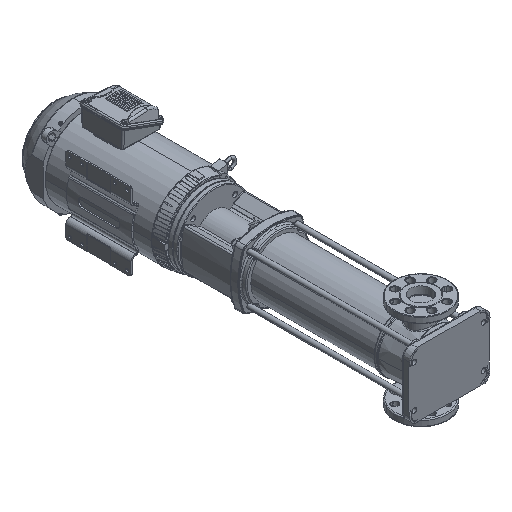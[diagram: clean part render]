
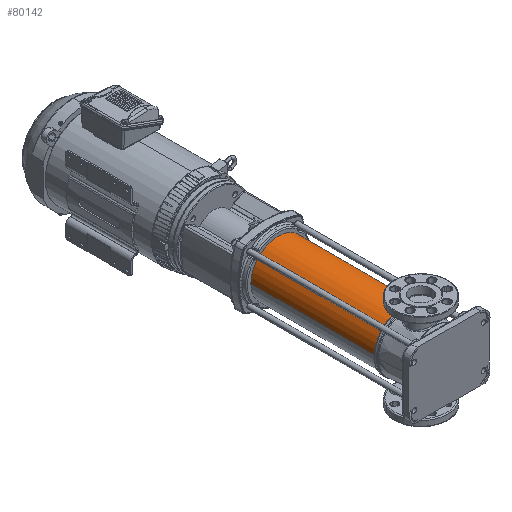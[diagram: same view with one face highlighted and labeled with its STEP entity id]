
A CAD part, isometric view. The second image highlights one B-rep face of the part: STEP entity #80142.
In plain terms, the highlighted cylindrical face has radius 85.35 mm (diameter 170.7 mm), a partial arc.
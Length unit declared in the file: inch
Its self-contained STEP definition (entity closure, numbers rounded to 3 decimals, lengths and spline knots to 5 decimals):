
#2214 = CARTESIAN_POINT ( 'NONE',  ( 0., 17.4352, 3.36024 ) ) ;
#4172 = CARTESIAN_POINT ( 'NONE',  ( 0., 1.70079, 3.36024 ) ) ;
#5507 = EDGE_CURVE ( 'NONE', #111256, #20319, #122681, .T. ) ;
#5993 = DIRECTION ( 'NONE',  ( 0., 1., 0. ) ) ;
#6332 = EDGE_CURVE ( 'NONE', #181248, #177408, #181512, .T. ) ;
#6756 = FACE_OUTER_BOUND ( 'NONE', #19405, .T. ) ;
#9207 = DIRECTION ( 'NONE',  ( 0., -1., 0. ) ) ;
#10047 = ORIENTED_EDGE ( 'NONE', *, *, #5507, .T. ) ;
#11750 = EDGE_CURVE ( 'NONE', #181248, #20319, #60372, .T. ) ;
#14942 = ORIENTED_EDGE ( 'NONE', *, *, #11750, .F. ) ;
#19405 = EDGE_LOOP ( 'NONE', ( #14942, #45487, #86810, #10047 ) ) ;
#20319 = VERTEX_POINT ( 'NONE', #139158 ) ;
#30074 = CARTESIAN_POINT ( 'NONE',  ( 0., 1.70079, -3.36024 ) ) ;
#35389 = CARTESIAN_POINT ( 'NONE',  ( 0., 2.20472, -3.36024 ) ) ;
#43390 = AXIS2_PLACEMENT_3D ( 'NONE', #178300, #9207, #91101 ) ;
#45487 = ORIENTED_EDGE ( 'NONE', *, *, #6332, .T. ) ;
#49202 = LINE ( 'NONE', #4172, #93875 ) ;
#60078 = DIRECTION ( 'NONE',  ( 0., 1., 0. ) ) ;
#60372 = LINE ( 'NONE', #30074, #170474 ) ;
#70958 = EDGE_CURVE ( 'NONE', #177408, #111256, #49202, .T. ) ;
#71505 = DIRECTION ( 'NONE',  ( 0., 1., 0. ) ) ;
#77375 = DIRECTION ( 'NONE',  ( 0., 0., 1. ) ) ;
#77581 = CYLINDRICAL_SURFACE ( 'NONE', #95306, 3.36024 ) ;
#80142 = ADVANCED_FACE ( 'NONE', ( #6756 ), #77581, .T. ) ;
#86810 = ORIENTED_EDGE ( 'NONE', *, *, #70958, .T. ) ;
#88631 = CARTESIAN_POINT ( 'NONE',  ( 0., 1.70079, 0. ) ) ;
#91101 = DIRECTION ( 'NONE',  ( 0., 0., 1. ) ) ;
#93875 = VECTOR ( 'NONE', #5993, 39.37008 ) ;
#95306 = AXIS2_PLACEMENT_3D ( 'NONE', #88631, #60078, #102413 ) ;
#102413 = DIRECTION ( 'NONE',  ( 0., 0., 1. ) ) ;
#108224 = AXIS2_PLACEMENT_3D ( 'NONE', #135190, #177434, #77375 ) ;
#111256 = VERTEX_POINT ( 'NONE', #2214 ) ;
#122681 = CIRCLE ( 'NONE', #43390, 3.36024 ) ;
#135190 = CARTESIAN_POINT ( 'NONE',  ( 0., 2.20472, 0. ) ) ;
#139158 = CARTESIAN_POINT ( 'NONE',  ( 0., 17.4352, -3.36024 ) ) ;
#170474 = VECTOR ( 'NONE', #71505, 39.37008 ) ;
#171870 = CARTESIAN_POINT ( 'NONE',  ( 0., 2.20472, 3.36024 ) ) ;
#177408 = VERTEX_POINT ( 'NONE', #171870 ) ;
#177434 = DIRECTION ( 'NONE',  ( 0., 1., 0. ) ) ;
#178300 = CARTESIAN_POINT ( 'NONE',  ( 0., 17.4352, 0. ) ) ;
#181248 = VERTEX_POINT ( 'NONE', #35389 ) ;
#181512 = CIRCLE ( 'NONE', #108224, 3.36024 ) ;
